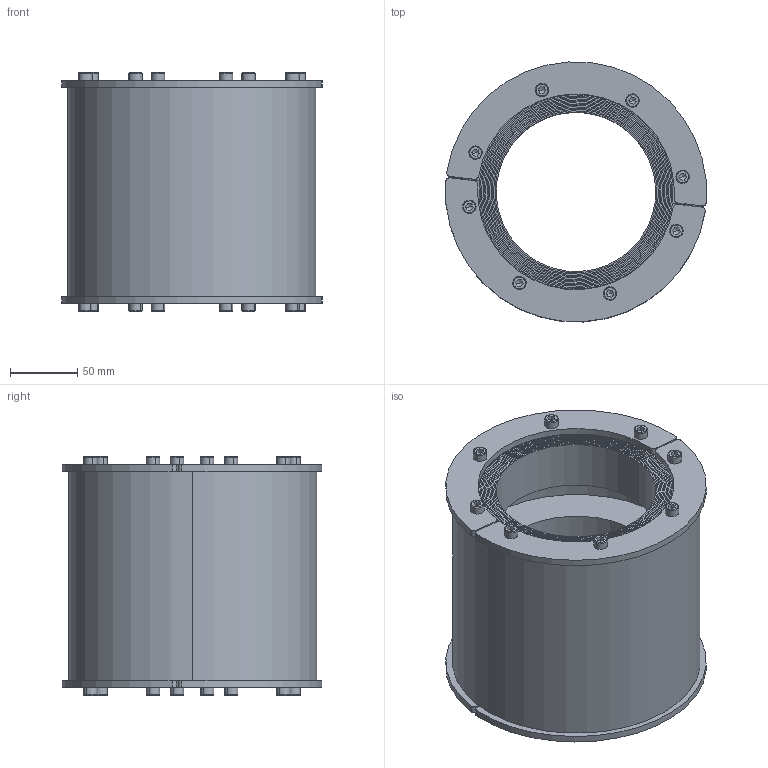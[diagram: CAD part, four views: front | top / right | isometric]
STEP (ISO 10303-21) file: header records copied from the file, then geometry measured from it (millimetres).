
FILE_DESCRIPTION((''),'2;1');
FILE_NAME('PPS CRS 175.stp','2005-03-29T17:01:46',(''),(''),'Mechanical Desktop 2005','Mechanical Desktop 2005',', , ');
FILE_SCHEMA(('CONFIG_CONTROL_DESIGN'));
Length unit declared in the file: millimetre
Products named in the file (10): 2; PART1; PART2; SUB1; HEXAGON SOCKET HEAD CAP SCREW - ISO 4762 - M6X50; REAR FITTING; FITTING; ROXYLON; MDM ; MDM2
Assembly tree (22 placements, depth 3):
  2
    PART1
    PART2
    SUB1  x2
      HEXAGON SOCKET HEAD CAP SCREW - ISO 4762 - M6X50
      REAR FITTING
      FITTING
      ROXYLON
      MDM 
      MDM2
Bounding box: 194.36 x 193.73 x 178 mm (x, y, z)
Volume: 1878686.8 mm3; surface area: 1294009.3 mm2
Topology: 82 solids, 82 shells, 924 faces, 2136 edges, 1392 vertices
Faces by surface type: plane 420, cylinder 376, cone 96, bspline 32
Entity records: 5193 total; most frequent: CARTESIAN_POINT 926, DIRECTION 924, ORIENTED_EDGE 758, EDGE_CURVE 379, AXIS2_PLACEMENT_3D 364, VERTEX_POINT 252, EDGE_LOOP 199, VECTOR 196
